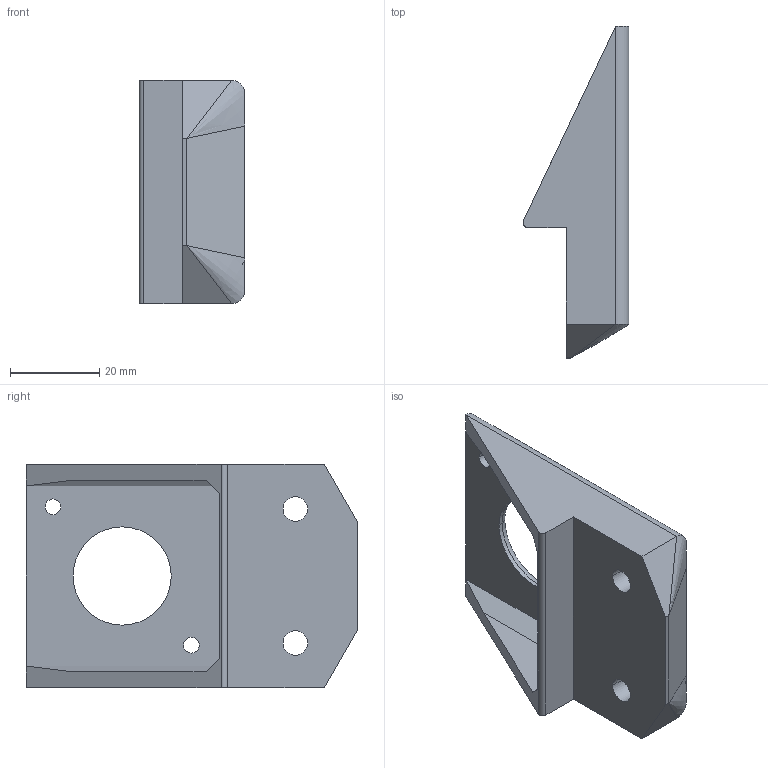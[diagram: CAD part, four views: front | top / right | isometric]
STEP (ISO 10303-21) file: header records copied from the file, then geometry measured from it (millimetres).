
FILE_DESCRIPTION(('CATIA V5 STEP Exchange'),'2;1');
FILE_NAME('HYPERCUBE-EVO-0076_NGEN.stp','2021-01-20T18:10:05+00:00',('none'),('none'),'CATIA Version 5 Release 21 GA (IN-10)','CATIA V5 STEP AP203','none');
FILE_SCHEMA(('CONFIG_CONTROL_DESIGN'));
Length unit declared in the file: millimetre
Products named in the file (1): HYPERCUBE-EVO-0076_NGEN
Bounding box: 23.72 x 74.3 x 50 mm (x, y, z)
Volume: 25999 mm3; surface area: 11796.3 mm2
Topology: 1 solids, 1 shells, 46 faces, 118 edges, 74 vertices
Faces by surface type: plane 21, cylinder 17, torus 6, bspline 2
Entity records: 5037 total; most frequent: CARTESIAN_POINT 3934, ORIENTED_EDGE 236, DIRECTION 174, EDGE_CURVE 118, AXIS2_PLACEMENT_3D 80, VERTEX_POINT 74, VECTOR 58, LINE 58
